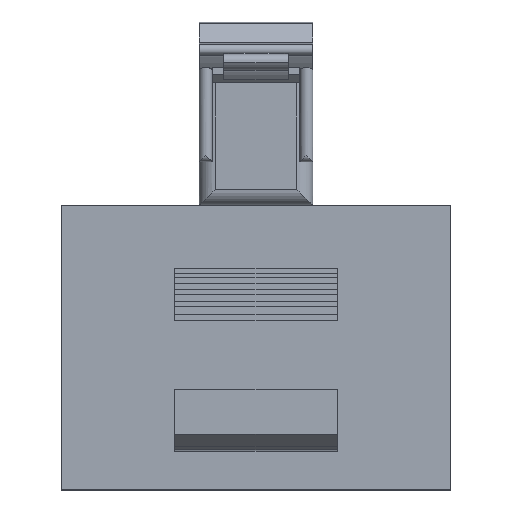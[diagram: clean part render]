
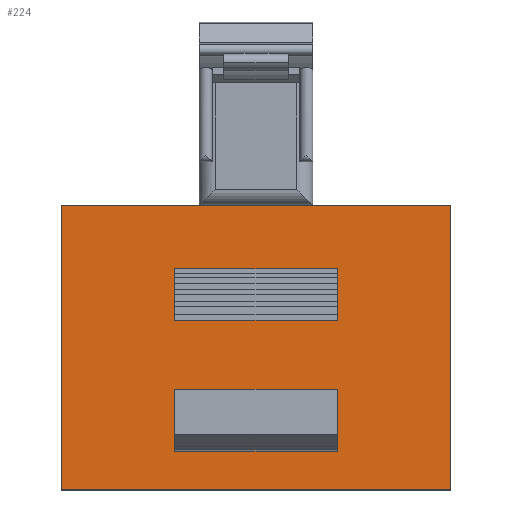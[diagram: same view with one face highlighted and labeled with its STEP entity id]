
A CAD part, top view. The second image highlights one B-rep face of the part: STEP entity #224.
In plain terms, the highlighted planar face has unit normal (0, 0, 1).
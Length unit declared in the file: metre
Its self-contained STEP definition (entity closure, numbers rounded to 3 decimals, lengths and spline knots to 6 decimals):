
#224 = ADVANCED_FACE( '', ( #548, #549, #550 ), #551, .F. );
#548 = FACE_BOUND( '', #972, .T. );
#549 = FACE_BOUND( '', #973, .T. );
#550 = FACE_OUTER_BOUND( '', #974, .T. );
#551 = PLANE( '', #975 );
#972 = EDGE_LOOP( '', ( #1639, #1640, #1641, #1642 ) );
#973 = EDGE_LOOP( '', ( #1643, #1644, #1645, #1646 ) );
#974 = EDGE_LOOP( '', ( #1647, #1648, #1649, #1650 ) );
#975 = AXIS2_PLACEMENT_3D( '', #1651, #1652, #1653 );
#1639 = ORIENTED_EDGE( '', *, *, #2840, .F. );
#1640 = ORIENTED_EDGE( '', *, *, #2763, .T. );
#1641 = ORIENTED_EDGE( '', *, *, #2832, .T. );
#1642 = ORIENTED_EDGE( '', *, *, #2841, .F. );
#1643 = ORIENTED_EDGE( '', *, *, #2842, .F. );
#1644 = ORIENTED_EDGE( '', *, *, #2792, .T. );
#1645 = ORIENTED_EDGE( '', *, *, #2843, .T. );
#1646 = ORIENTED_EDGE( '', *, *, #2844, .F. );
#1647 = ORIENTED_EDGE( '', *, *, #2845, .T. );
#1648 = ORIENTED_EDGE( '', *, *, #2846, .F. );
#1649 = ORIENTED_EDGE( '', *, *, #2647, .F. );
#1650 = ORIENTED_EDGE( '', *, *, #2847, .T. );
#1651 = CARTESIAN_POINT( '', ( 0.06, -0.088723, 0.020594 ) );
#1652 = DIRECTION( '', ( 0., 0., -1. ) );
#1653 = DIRECTION( '', ( -1., 0., 0. ) );
#2647 = EDGE_CURVE( '', #3199, #3201, #3202, .T. );
#2763 = EDGE_CURVE( '', #3408, #3409, #3410, .T. );
#2792 = EDGE_CURVE( '', #3459, #3460, #3461, .T. );
#2832 = EDGE_CURVE( '', #3409, #3522, #3523, .T. );
#2840 = EDGE_CURVE( '', #3408, #3534, #3535, .T. );
#2841 = EDGE_CURVE( '', #3534, #3522, #3536, .T. );
#2842 = EDGE_CURVE( '', #3459, #3537, #3538, .T. );
#2843 = EDGE_CURVE( '', #3460, #3539, #3540, .T. );
#2844 = EDGE_CURVE( '', #3537, #3539, #3541, .T. );
#2845 = EDGE_CURVE( '', #3542, #3543, #3544, .T. );
#2846 = EDGE_CURVE( '', #3201, #3543, #3545, .T. );
#2847 = EDGE_CURVE( '', #3199, #3542, #3546, .T. );
#3199 = VERTEX_POINT( '', #4002 );
#3201 = VERTEX_POINT( '', #4005 );
#3202 = LINE( '', #4006, #4007 );
#3408 = VERTEX_POINT( '', #4319 );
#3409 = VERTEX_POINT( '', #4320 );
#3410 = LINE( '', #4321, #4322 );
#3459 = VERTEX_POINT( '', #4396 );
#3460 = VERTEX_POINT( '', #4397 );
#3461 = LINE( '', #4398, #4399 );
#3522 = VERTEX_POINT( '', #4485 );
#3523 = LINE( '', #4486, #4487 );
#3534 = VERTEX_POINT( '', #4503 );
#3535 = LINE( '', #4504, #4505 );
#3536 = LINE( '', #4506, #4507 );
#3537 = VERTEX_POINT( '', #4508 );
#3538 = LINE( '', #4509, #4510 );
#3539 = VERTEX_POINT( '', #4511 );
#3540 = LINE( '', #4512, #4513 );
#3541 = LINE( '', #4514, #4515 );
#3542 = VERTEX_POINT( '', #4516 );
#3543 = VERTEX_POINT( '', #4517 );
#3544 = LINE( '', #4518, #4519 );
#3545 = LINE( '', #4520, #4521 );
#3546 = LINE( '', #4522, #4523 );
#4002 = CARTESIAN_POINT( '', ( 0.06, -0.044944, 0.020594 ) );
#4005 = CARTESIAN_POINT( '', ( 0.06, -0.132502, 0.020594 ) );
#4006 = CARTESIAN_POINT( '', ( 0.06, -0.088723, 0.020594 ) );
#4007 = VECTOR( '', #5128, 1. );
#4319 = CARTESIAN_POINT( '', ( 0.025, -0.064378, 0.020594 ) );
#4320 = CARTESIAN_POINT( '', ( 0.025, -0.080223, 0.020594 ) );
#4321 = CARTESIAN_POINT( '', ( 0.025, -0.088723, 0.020594 ) );
#4322 = VECTOR( '', #5277, 1. );
#4396 = CARTESIAN_POINT( '', ( 0.025, -0.103076, 0.020594 ) );
#4397 = CARTESIAN_POINT( '', ( 0.025, -0.120635, 0.020594 ) );
#4398 = CARTESIAN_POINT( '', ( 0.025, -0.088723, 0.020594 ) );
#4399 = VECTOR( '', #5303, 1. );
#4485 = CARTESIAN_POINT( '', ( -0.025, -0.080223, 0.020594 ) );
#4486 = CARTESIAN_POINT( '', ( 0.06, -0.080223, 0.020594 ) );
#4487 = VECTOR( '', #5350, 1. );
#4503 = CARTESIAN_POINT( '', ( -0.025, -0.064378, 0.020594 ) );
#4504 = CARTESIAN_POINT( '', ( 0.06, -0.064378, 0.020594 ) );
#4505 = VECTOR( '', #5356, 1. );
#4506 = CARTESIAN_POINT( '', ( -0.025, -0.088723, 0.020594 ) );
#4507 = VECTOR( '', #5357, 1. );
#4508 = CARTESIAN_POINT( '', ( -0.025, -0.103076, 0.020594 ) );
#4509 = CARTESIAN_POINT( '', ( 0.06, -0.103076, 0.020594 ) );
#4510 = VECTOR( '', #5358, 1. );
#4511 = CARTESIAN_POINT( '', ( -0.025, -0.120635, 0.020594 ) );
#4512 = CARTESIAN_POINT( '', ( 0.06, -0.120635, 0.020594 ) );
#4513 = VECTOR( '', #5359, 1. );
#4514 = CARTESIAN_POINT( '', ( -0.025, -0.088723, 0.020594 ) );
#4515 = VECTOR( '', #5360, 1. );
#4516 = CARTESIAN_POINT( '', ( -0.06, -0.044944, 0.020594 ) );
#4517 = CARTESIAN_POINT( '', ( -0.06, -0.132502, 0.020594 ) );
#4518 = CARTESIAN_POINT( '', ( -0.06, -0.088723, 0.020594 ) );
#4519 = VECTOR( '', #5361, 1. );
#4520 = CARTESIAN_POINT( '', ( 0.06, -0.132502, 0.020594 ) );
#4521 = VECTOR( '', #5362, 1. );
#4522 = CARTESIAN_POINT( '', ( 0.06, -0.044944, 0.020594 ) );
#4523 = VECTOR( '', #5363, 1. );
#5128 = DIRECTION( '', ( 0., -1., 0. ) );
#5277 = DIRECTION( '', ( 0., -1., 0. ) );
#5303 = DIRECTION( '', ( 0., -1., 0. ) );
#5350 = DIRECTION( '', ( -1., 0., 0. ) );
#5356 = DIRECTION( '', ( -1., 0., 0. ) );
#5357 = DIRECTION( '', ( 0., -1., 0. ) );
#5358 = DIRECTION( '', ( -1., 0., 0. ) );
#5359 = DIRECTION( '', ( -1., 0., 0. ) );
#5360 = DIRECTION( '', ( 0., -1., 0. ) );
#5361 = DIRECTION( '', ( 0., -1., 0. ) );
#5362 = DIRECTION( '', ( -1., 0., 0. ) );
#5363 = DIRECTION( '', ( -1., 0., 0. ) );
